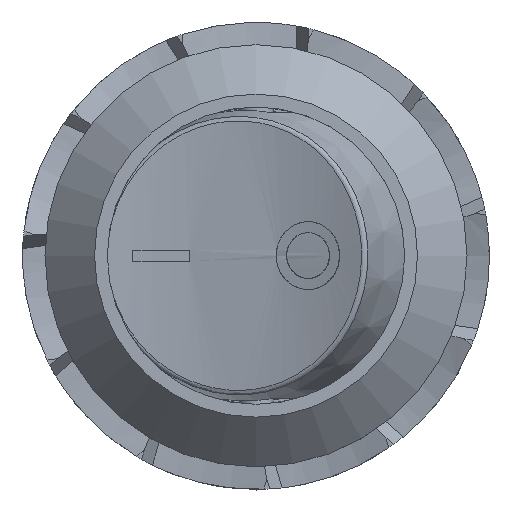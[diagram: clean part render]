
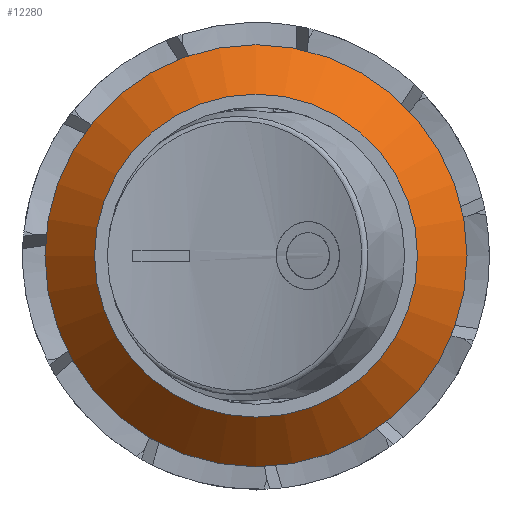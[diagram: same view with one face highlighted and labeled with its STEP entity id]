
A CAD part, top view. The second image highlights one B-rep face of the part: STEP entity #12280.
In plain terms, the highlighted conical face has half-angle 45 degrees and reference radius 25.4 mm.
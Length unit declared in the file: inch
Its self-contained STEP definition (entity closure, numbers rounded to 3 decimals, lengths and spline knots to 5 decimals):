
#12253=CARTESIAN_POINT('',(0.0,0.0,-0.49606));
#12254=DIRECTION('',(0.0,0.0,-1.0));
#12255=DIRECTION('',(1.0,0.0,0.0));
#12256=AXIS2_PLACEMENT_3D('',#12253,#12254,#12255);
#12257=CONICAL_SURFACE('',#12256,1.0,45.);
#12258=CARTESIAN_POINT('',(0.45276,0.,0.05118));
#12259=VERTEX_POINT('',#12258);
#12260=CARTESIAN_POINT('',(0.0,0.0,0.05118));
#12261=DIRECTION('',(0.0,0.0,1.0));
#12262=DIRECTION('',(-1.0,0.0,0.0));
#12263=AXIS2_PLACEMENT_3D('',#12260,#12261,#12262);
#12264=CIRCLE('',#12263,0.45276);
#12265=EDGE_CURVE('',#12259,#12259,#12264,.T.);
#12266=ORIENTED_EDGE('',*,*,#12265,.T.);
#12267=EDGE_LOOP('',(#12266));
#12268=FACE_OUTER_BOUND('',#12267,.T.);
#12269=CARTESIAN_POINT('',(0.34646,0.,0.15748));
#12270=VERTEX_POINT('',#12269);
#12271=CARTESIAN_POINT('',(0.0,0.0,0.15748));
#12272=DIRECTION('',(0.0,0.0,-1.0));
#12273=DIRECTION('',(-1.0,0.0,0.0));
#12274=AXIS2_PLACEMENT_3D('',#12271,#12272,#12273);
#12275=CIRCLE('',#12274,0.34646);
#12276=EDGE_CURVE('',#12270,#12270,#12275,.T.);
#12277=ORIENTED_EDGE('',*,*,#12276,.T.);
#12278=EDGE_LOOP('',(#12277));
#12279=FACE_BOUND('',#12278,.T.);
#12280=ADVANCED_FACE('',(#12268,#12279),#12257,.T.);
